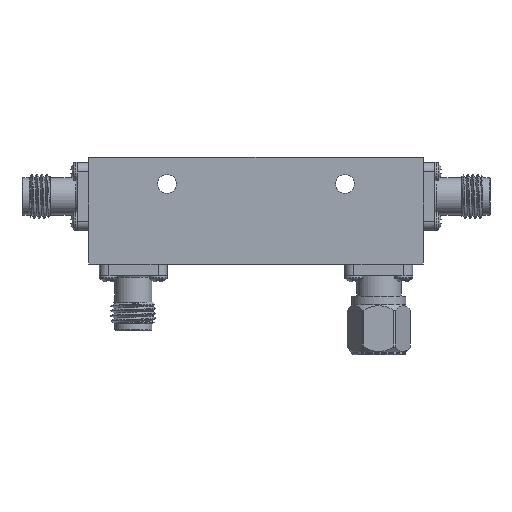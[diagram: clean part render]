
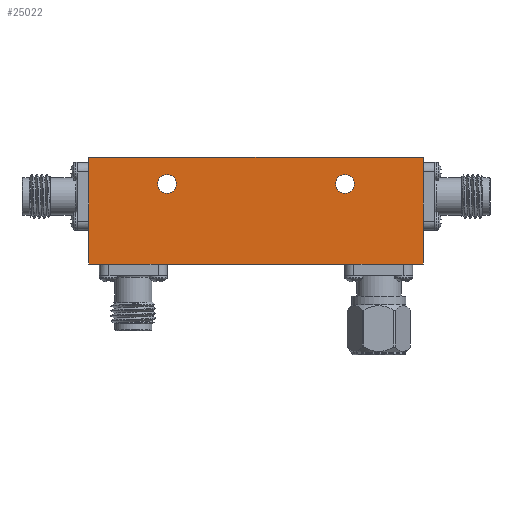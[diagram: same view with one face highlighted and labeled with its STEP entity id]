
A CAD part, front view. The second image highlights one B-rep face of the part: STEP entity #25022.
In plain terms, the highlighted planar face has unit normal (0, -1, 0).
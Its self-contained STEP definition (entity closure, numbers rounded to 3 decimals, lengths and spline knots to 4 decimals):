
#36 = VERTEX_POINT ( 'NONE', #13262 ) ;
#1023 = DIRECTION ( 'NONE',  ( -1., 0., 0. ) ) ;
#1113 = DIRECTION ( 'NONE',  ( 1., 0., 0. ) ) ;
#1210 = ORIENTED_EDGE ( 'NONE', *, *, #4165, .T. ) ;
#1775 = VECTOR ( 'NONE', #18711, 39.3701 ) ;
#2004 = CARTESIAN_POINT ( 'NONE',  ( 0.94, -0.19, 0.3 ) ) ;
#2170 = CIRCLE ( 'NONE', #7257, 0.0525 ) ;
#2221 = VERTEX_POINT ( 'NONE', #44937 ) ;
#2280 = EDGE_CURVE ( 'NONE', #19919, #2221, #42847, .T. ) ;
#2610 = ORIENTED_EDGE ( 'NONE', *, *, #33586, .F. ) ;
#3231 = CIRCLE ( 'NONE', #26504, 0.0525 ) ;
#3497 = ORIENTED_EDGE ( 'NONE', *, *, #9235, .F. ) ;
#3934 = VECTOR ( 'NONE', #20238, 39.3701 ) ;
#4165 = EDGE_CURVE ( 'NONE', #36, #36, #3231, .T. ) ;
#4358 = CARTESIAN_POINT ( 'NONE',  ( -0.55, -0.19, -0.3 ) ) ;
#4574 = EDGE_CURVE ( 'NONE', #16700, #4692, #18932, .T. ) ;
#4671 = ORIENTED_EDGE ( 'NONE', *, *, #8438, .F. ) ;
#4692 = VERTEX_POINT ( 'NONE', #4358 ) ;
#4812 = DIRECTION ( 'NONE',  ( 0., 1., 0. ) ) ;
#6678 = VERTEX_POINT ( 'NONE', #17360 ) ;
#7257 = AXIS2_PLACEMENT_3D ( 'NONE', #42885, #4812, #15289 ) ;
#7629 = CARTESIAN_POINT ( 'NONE',  ( 0., -0.19, -0.3 ) ) ;
#7764 = CARTESIAN_POINT ( 'NONE',  ( -0.94, -0.19, 0. ) ) ;
#8157 = VECTOR ( 'NONE', #11598, 39.3701 ) ;
#8422 = CARTESIAN_POINT ( 'NONE',  ( 0.94, -0.19, -0.06 ) ) ;
#8428 = VERTEX_POINT ( 'NONE', #12072 ) ;
#8438 = EDGE_CURVE ( 'NONE', #6678, #19919, #8559, .T. ) ;
#8474 = DIRECTION ( 'NONE',  ( 0., 0., 1. ) ) ;
#8559 = LINE ( 'NONE', #39348, #32619 ) ;
#8856 = CARTESIAN_POINT ( 'NONE',  ( -0.94, -0.19, -0.06 ) ) ;
#8947 = CARTESIAN_POINT ( 'NONE',  ( 0., -0.19, 0. ) ) ;
#9127 = ORIENTED_EDGE ( 'NONE', *, *, #42188, .F. ) ;
#9235 = EDGE_CURVE ( 'NONE', #18405, #26576, #37579, .T. ) ;
#9250 = EDGE_CURVE ( 'NONE', #26576, #26983, #40576, .T. ) ;
#10109 = AXIS2_PLACEMENT_3D ( 'NONE', #8947, #33785, #16258 ) ;
#10956 = CARTESIAN_POINT ( 'NONE',  ( 0.83, -0.19, -0.3 ) ) ;
#11598 = DIRECTION ( 'NONE',  ( 0., 0., -1. ) ) ;
#12072 = CARTESIAN_POINT ( 'NONE',  ( -0.5, -0.19, 0.2025 ) ) ;
#13105 = CARTESIAN_POINT ( 'NONE',  ( 0.94, -0.19, 0.3 ) ) ;
#13116 = LINE ( 'NONE', #41176, #19172 ) ;
#13157 = ORIENTED_EDGE ( 'NONE', *, *, #29802, .T. ) ;
#13262 = CARTESIAN_POINT ( 'NONE',  ( 0.5, -0.19, 0.2025 ) ) ;
#14841 = ORIENTED_EDGE ( 'NONE', *, *, #2280, .F. ) ;
#15289 = DIRECTION ( 'NONE',  ( 0., 0., 1. ) ) ;
#15568 = FACE_BOUND ( 'NONE', #23030, .T. ) ;
#15617 = DIRECTION ( 'NONE',  ( -1., 0., 0. ) ) ;
#15624 = CARTESIAN_POINT ( 'NONE',  ( -0.94, -0.19, -0.3 ) ) ;
#15801 = FACE_BOUND ( 'NONE', #27894, .T. ) ;
#16258 = DIRECTION ( 'NONE',  ( 0., 0., -1. ) ) ;
#16657 = VECTOR ( 'NONE', #1113, 39.3701 ) ;
#16700 = VERTEX_POINT ( 'NONE', #40945 ) ;
#16843 = CARTESIAN_POINT ( 'NONE',  ( -0.94, -0.19, 0.3 ) ) ;
#17360 = CARTESIAN_POINT ( 'NONE',  ( 0.94, -0.19, 0.22 ) ) ;
#17949 = ORIENTED_EDGE ( 'NONE', *, *, #34072, .F. ) ;
#18405 = VERTEX_POINT ( 'NONE', #28026 ) ;
#18711 = DIRECTION ( 'NONE',  ( -1., 0., 0. ) ) ;
#18932 = LINE ( 'NONE', #24874, #1775 ) ;
#19172 = VECTOR ( 'NONE', #23132, 39.3701 ) ;
#19216 = ORIENTED_EDGE ( 'NONE', *, *, #40861, .F. ) ;
#19919 = VERTEX_POINT ( 'NONE', #8422 ) ;
#20238 = DIRECTION ( 'NONE',  ( -1., 0., 0. ) ) ;
#21662 = DIRECTION ( 'NONE',  ( 0., 0., 1. ) ) ;
#22478 = CARTESIAN_POINT ( 'NONE',  ( -0.94, -0.19, 0.3 ) ) ;
#22511 = CARTESIAN_POINT ( 'NONE',  ( -0.94, -0.19, 0.3 ) ) ;
#22724 = LINE ( 'NONE', #2004, #27412 ) ;
#23030 = EDGE_LOOP ( 'NONE', ( #1210 ) ) ;
#23132 = DIRECTION ( 'NONE',  ( -1., 0., 0. ) ) ;
#24573 = EDGE_CURVE ( 'NONE', #39407, #37564, #28899, .T. ) ;
#24874 = CARTESIAN_POINT ( 'NONE',  ( -0.94, -0.19, -0.3 ) ) ;
#25022 = ADVANCED_FACE ( 'NONE', ( #39962, #15801, #15568 ), #40654, .T. ) ;
#25405 = CARTESIAN_POINT ( 'NONE',  ( 0., -0.19, -0.3 ) ) ;
#25544 = LINE ( 'NONE', #7764, #43251 ) ;
#26504 = AXIS2_PLACEMENT_3D ( 'NONE', #39945, #39711, #8474 ) ;
#26576 = VERTEX_POINT ( 'NONE', #15624 ) ;
#26679 = ORIENTED_EDGE ( 'NONE', *, *, #24573, .F. ) ;
#26983 = VERTEX_POINT ( 'NONE', #8856 ) ;
#27412 = VECTOR ( 'NONE', #36637, 39.3701 ) ;
#27894 = EDGE_LOOP ( 'NONE', ( #13157 ) ) ;
#28026 = CARTESIAN_POINT ( 'NONE',  ( -0.83, -0.19, -0.3 ) ) ;
#28595 = LINE ( 'NONE', #25405, #42751 ) ;
#28899 = LINE ( 'NONE', #22511, #16657 ) ;
#29149 = CARTESIAN_POINT ( 'NONE',  ( 0.94, -0.19, 0.3 ) ) ;
#29337 = LINE ( 'NONE', #22478, #42611 ) ;
#29802 = EDGE_CURVE ( 'NONE', #8428, #8428, #2170, .T. ) ;
#31399 = ORIENTED_EDGE ( 'NONE', *, *, #4574, .F. ) ;
#31561 = VECTOR ( 'NONE', #40341, 39.3701 ) ;
#32027 = DIRECTION ( 'NONE',  ( 0., 0., -1. ) ) ;
#32619 = VECTOR ( 'NONE', #32027, 39.3701 ) ;
#33137 = ORIENTED_EDGE ( 'NONE', *, *, #44655, .F. ) ;
#33586 = EDGE_CURVE ( 'NONE', #26983, #34904, #25544, .T. ) ;
#33726 = ORIENTED_EDGE ( 'NONE', *, *, #44641, .F. ) ;
#33785 = DIRECTION ( 'NONE',  ( 0., -1., 0. ) ) ;
#34072 = EDGE_CURVE ( 'NONE', #2221, #38380, #13116, .T. ) ;
#34143 = CARTESIAN_POINT ( 'NONE',  ( -0.94, -0.19, -0.3 ) ) ;
#34713 = VECTOR ( 'NONE', #1023, 39.3701 ) ;
#34904 = VERTEX_POINT ( 'NONE', #38748 ) ;
#36637 = DIRECTION ( 'NONE',  ( 0., 0., -1. ) ) ;
#37556 = ORIENTED_EDGE ( 'NONE', *, *, #9250, .F. ) ;
#37564 = VERTEX_POINT ( 'NONE', #13105 ) ;
#37579 = LINE ( 'NONE', #34143, #3934 ) ;
#38380 = VERTEX_POINT ( 'NONE', #10956 ) ;
#38748 = CARTESIAN_POINT ( 'NONE',  ( -0.94, -0.19, 0.22 ) ) ;
#39348 = CARTESIAN_POINT ( 'NONE',  ( 0.94, -0.19, 0. ) ) ;
#39407 = VERTEX_POINT ( 'NONE', #40326 ) ;
#39711 = DIRECTION ( 'NONE',  ( 0., 1., 0. ) ) ;
#39945 = CARTESIAN_POINT ( 'NONE',  ( 0.5, -0.19, 0.15 ) ) ;
#39962 = FACE_OUTER_BOUND ( 'NONE', #41751, .T. ) ;
#40326 = CARTESIAN_POINT ( 'NONE',  ( -0.94, -0.19, 0.3 ) ) ;
#40341 = DIRECTION ( 'NONE',  ( 0., 0., 1. ) ) ;
#40576 = LINE ( 'NONE', #16843, #31561 ) ;
#40654 = PLANE ( 'NONE',  #10109 ) ;
#40861 = EDGE_CURVE ( 'NONE', #34904, #39407, #29337, .T. ) ;
#40945 = CARTESIAN_POINT ( 'NONE',  ( 0.55, -0.19, -0.3 ) ) ;
#41176 = CARTESIAN_POINT ( 'NONE',  ( -0.94, -0.19, -0.3 ) ) ;
#41751 = EDGE_LOOP ( 'NONE', ( #2610, #37556, #3497, #33137, #31399, #33726, #17949, #14841, #4671, #9127, #26679, #19216 ) ) ;
#42188 = EDGE_CURVE ( 'NONE', #37564, #6678, #22724, .T. ) ;
#42611 = VECTOR ( 'NONE', #43705, 39.3701 ) ;
#42642 = LINE ( 'NONE', #7629, #34713 ) ;
#42751 = VECTOR ( 'NONE', #15617, 39.3701 ) ;
#42847 = LINE ( 'NONE', #29149, #8157 ) ;
#42885 = CARTESIAN_POINT ( 'NONE',  ( -0.5, -0.19, 0.15 ) ) ;
#43251 = VECTOR ( 'NONE', #21662, 39.3701 ) ;
#43705 = DIRECTION ( 'NONE',  ( 0., 0., 1. ) ) ;
#44641 = EDGE_CURVE ( 'NONE', #38380, #16700, #42642, .T. ) ;
#44655 = EDGE_CURVE ( 'NONE', #4692, #18405, #28595, .T. ) ;
#44937 = CARTESIAN_POINT ( 'NONE',  ( 0.94, -0.19, -0.3 ) ) ;
